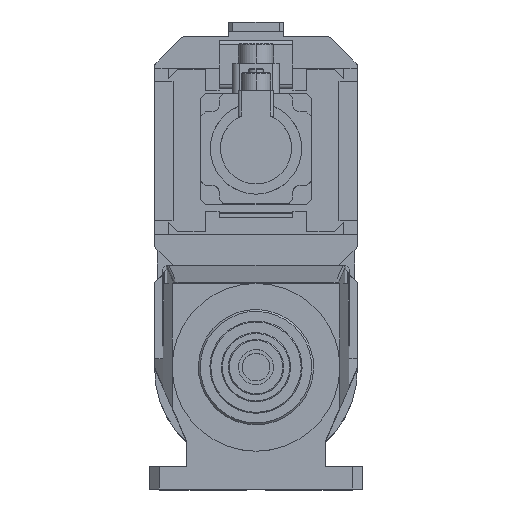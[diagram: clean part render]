
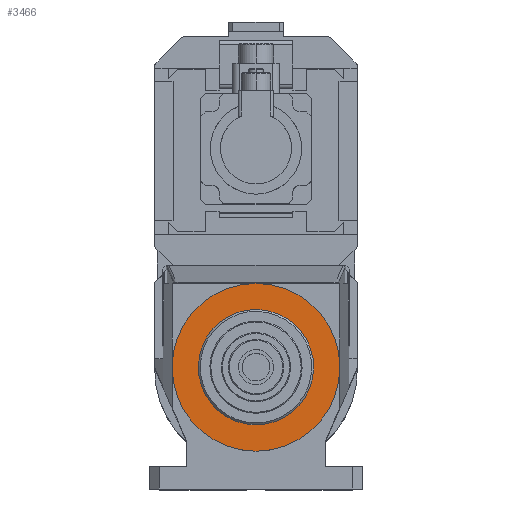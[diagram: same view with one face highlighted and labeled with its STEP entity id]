
A CAD part, top view. The second image highlights one B-rep face of the part: STEP entity #3466.
In plain terms, the highlighted planar face has unit normal (0, 0, 1).
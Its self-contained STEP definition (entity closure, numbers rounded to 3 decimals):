
#3466 = ADVANCED_FACE ( 'NONE', ( #11521 ), #11515, .T. ) ;
#3467 = EDGE_LOOP ( 'NONE', ( #3471, #3472 ) ) ;
#3471 = ORIENTED_EDGE ( 'NONE', *, *, #4976, .F. ) ;
#3472 = ORIENTED_EDGE ( 'NONE', *, *, #3473, .F. ) ;
#3473 = EDGE_CURVE ( 'NONE', #4977, #4981, #5061, .T. ) ;
#4976 = EDGE_CURVE ( 'NONE', #4981, #4977, #6811, .T. ) ;
#4977 = VERTEX_POINT ( 'NONE', #6806 ) ;
#4981 = VERTEX_POINT ( 'NONE', #6877 ) ;
#5057 = DIRECTION ( 'NONE',  ( -1., 0., 0. ) ) ;
#5058 = DIRECTION ( 'NONE',  ( 0., 0., -1. ) ) ;
#5059 = CARTESIAN_POINT ( 'NONE',  ( 0., 0., 867. ) ) ;
#5060 = AXIS2_PLACEMENT_3D ( 'NONE', #5059, #5058, #5057 ) ;
#5061 = CIRCLE ( 'NONE', #5060, 91. ) ;
#5068 = DIRECTION ( 'NONE',  ( 1., 0., 0. ) ) ;
#5069 = DIRECTION ( 'NONE',  ( 0., 0., 1. ) ) ;
#5070 = CARTESIAN_POINT ( 'NONE',  ( 0., 0., 867. ) ) ;
#5071 = AXIS2_PLACEMENT_3D ( 'NONE', #5070, #5069, #5068 ) ;
#6806 = CARTESIAN_POINT ( 'NONE',  ( 91., 0., 867. ) ) ;
#6807 = DIRECTION ( 'NONE',  ( -1., 0., 0. ) ) ;
#6808 = DIRECTION ( 'NONE',  ( 0., 0., -1. ) ) ;
#6809 = CARTESIAN_POINT ( 'NONE',  ( 0., 0., 867. ) ) ;
#6810 = AXIS2_PLACEMENT_3D ( 'NONE', #6809, #6808, #6807 ) ;
#6811 = CIRCLE ( 'NONE', #6810, 91. ) ;
#6877 = CARTESIAN_POINT ( 'NONE',  ( -91., 0., 867. ) ) ;
#11515 = PLANE ( 'NONE',  #5071 ) ;
#11521 = FACE_OUTER_BOUND ( 'NONE', #3467, .T. ) ;
